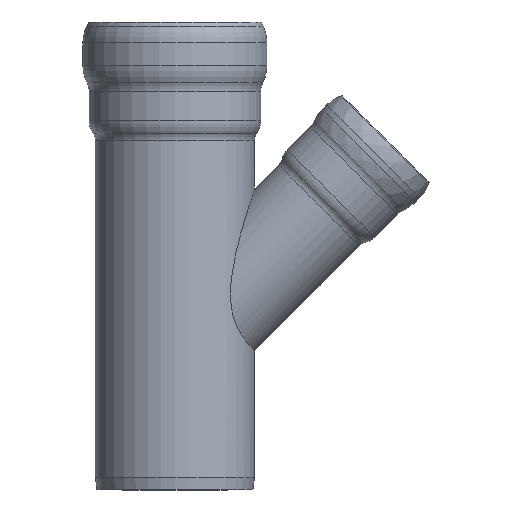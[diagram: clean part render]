
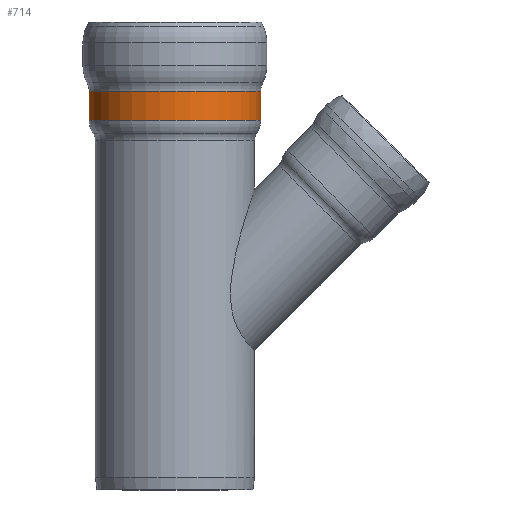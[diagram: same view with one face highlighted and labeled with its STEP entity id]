
A CAD part, front view. The second image highlights one B-rep face of the part: STEP entity #714.
In plain terms, the highlighted cylindrical face has radius 550 mm (diameter 1100 mm), a full revolution.
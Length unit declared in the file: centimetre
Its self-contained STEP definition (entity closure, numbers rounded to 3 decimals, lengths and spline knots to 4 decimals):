
#41=CYLINDRICAL_SURFACE('',#839,55.);
#70=FACE_OUTER_BOUND('',#116,.T.);
#116=EDGE_LOOP('',(#500,#501,#502,#503,#504,#505));
#169=CIRCLE('',#835,55.);
#172=CIRCLE('',#838,55.);
#173=CIRCLE('',#840,55.);
#174=CIRCLE('',#841,55.);
#263=VERTEX_POINT('',#1532);
#264=VERTEX_POINT('',#1533);
#266=VERTEX_POINT('',#1540);
#267=VERTEX_POINT('',#1542);
#349=EDGE_CURVE('',#263,#264,#169,.T.);
#352=EDGE_CURVE('',#264,#263,#172,.T.);
#353=EDGE_CURVE('',#263,#266,#766,.T.);
#354=EDGE_CURVE('',#266,#267,#173,.T.);
#355=EDGE_CURVE('',#267,#266,#174,.T.);
#500=ORIENTED_EDGE('',*,*,#349,.F.);
#501=ORIENTED_EDGE('',*,*,#353,.T.);
#502=ORIENTED_EDGE('',*,*,#354,.T.);
#503=ORIENTED_EDGE('',*,*,#355,.T.);
#504=ORIENTED_EDGE('',*,*,#353,.F.);
#505=ORIENTED_EDGE('',*,*,#352,.F.);
#714=ADVANCED_FACE('',(#70),#41,.T.);
#766=LINE('',#1541,#791);
#791=VECTOR('',#1015,55.);
#835=AXIS2_PLACEMENT_3D('',#1534,#1005,#1006);
#838=AXIS2_PLACEMENT_3D('',#1538,#1011,#1012);
#839=AXIS2_PLACEMENT_3D('',#1539,#1013,#1014);
#840=AXIS2_PLACEMENT_3D('',#1543,#1016,#1017);
#841=AXIS2_PLACEMENT_3D('',#1544,#1018,#1019);
#1005=DIRECTION('center_axis',(0.,0.,
1.));
#1006=DIRECTION('ref_axis',(1.,0.,0.));
#1011=DIRECTION('center_axis',(0.,0.,
1.));
#1012=DIRECTION('ref_axis',(1.,0.,0.));
#1013=DIRECTION('center_axis',(0.,0.,
1.));
#1014=DIRECTION('ref_axis',(1.,0.,0.));
#1015=DIRECTION('',(0.,0.,-1.));
#1016=DIRECTION('center_axis',(0.,0.,
1.));
#1017=DIRECTION('ref_axis',(1.,0.,0.));
#1018=DIRECTION('center_axis',(0.,0.,
1.));
#1019=DIRECTION('ref_axis',(1.,0.,0.));
#1532=CARTESIAN_POINT('',(-55.,0.,255.5));
#1533=CARTESIAN_POINT('',(0.,55.,255.5));
#1534=CARTESIAN_POINT('Origin',(0.,0.,
255.5));
#1538=CARTESIAN_POINT('Origin',(0.,0.,
255.5));
#1539=CARTESIAN_POINT('Origin',(0.,0.,
246.2137));
#1540=CARTESIAN_POINT('',(-55.,0.,236.9275));
#1541=CARTESIAN_POINT('',(-55.,0.,246.2137));
#1542=CARTESIAN_POINT('',(0.,55.,236.9275));
#1543=CARTESIAN_POINT('Origin',(0.,0.,
236.9275));
#1544=CARTESIAN_POINT('Origin',(0.,0.,
236.9275));
